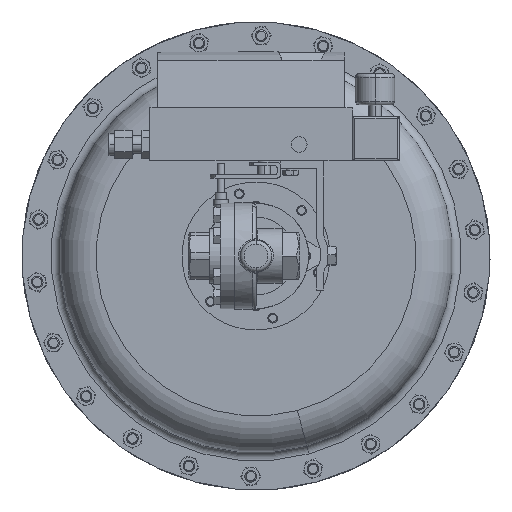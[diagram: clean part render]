
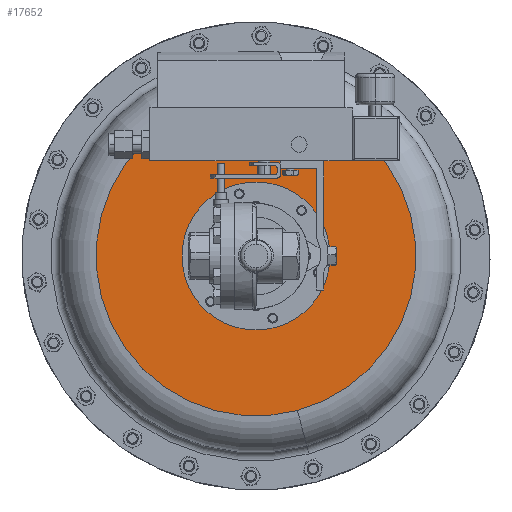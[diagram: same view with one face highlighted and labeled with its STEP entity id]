
A CAD part, front view. The second image highlights one B-rep face of the part: STEP entity #17652.
In plain terms, the highlighted planar face has unit normal (0, -1, 0).
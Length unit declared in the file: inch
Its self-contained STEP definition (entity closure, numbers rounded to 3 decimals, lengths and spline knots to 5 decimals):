
#191 = CIRCLE ( 'NONE', #10799, 5.125 ) ;
#558 = DIRECTION ( 'NONE',  ( -0.259, 0., 0.966 ) ) ;
#1063 = CARTESIAN_POINT ( 'NONE',  ( 2.08562, 9.98779, -0.94519 ) ) ;
#1138 = CARTESIAN_POINT ( 'NONE',  ( 0.75917, 9.98779, 4.00518 ) ) ;
#1769 = ORIENTED_EDGE ( 'NONE', *, *, #38642, .T. ) ;
#2137 = AXIS2_PLACEMENT_3D ( 'NONE', #12799, #34386, #15942 ) ;
#2863 = DIRECTION ( 'NONE',  ( 0.259, 0., -0.966 ) ) ;
#3394 = CIRCLE ( 'NONE', #2137, 5.125 ) ;
#4121 = CARTESIAN_POINT ( 'NONE',  ( 2.43855, 9.98779, 2.3258 ) ) ;
#4322 = DIRECTION ( 'NONE',  ( 0.707, 0., -0.707 ) ) ;
#5324 = CARTESIAN_POINT ( 'NONE',  ( 0.75917, 9.98779, 4.00518 ) ) ;
#5754 = ORIENTED_EDGE ( 'NONE', *, *, #23521, .T. ) ;
#8382 = EDGE_CURVE ( 'NONE', #9799, #34900, #191, .T. ) ;
#8529 = DIRECTION ( 'NONE',  ( 0.707, 0., -0.707 ) ) ;
#8754 = FACE_BOUND ( 'NONE', #18545, .T. ) ;
#9799 = VERTEX_POINT ( 'NONE', #29348 ) ;
#10680 = ORIENTED_EDGE ( 'NONE', *, *, #8382, .F. ) ;
#10799 = AXIS2_PLACEMENT_3D ( 'NONE', #37962, #19483, #558 ) ;
#12799 = CARTESIAN_POINT ( 'NONE',  ( 0.75917, 9.98779, 4.00518 ) ) ;
#12938 = AXIS2_PLACEMENT_3D ( 'NONE', #27847, #21731, #2863 ) ;
#13757 = EDGE_CURVE ( 'NONE', #34900, #9799, #3394, .T. ) ;
#15942 = DIRECTION ( 'NONE',  ( -0.259, 0., 0.966 ) ) ;
#17652 = ADVANCED_FACE ( 'NONE', ( #32570, #8754 ), #40235, .T. ) ;
#18545 = EDGE_LOOP ( 'NONE', ( #1769, #5754 ) ) ;
#19483 = DIRECTION ( 'NONE',  ( 0., 1., 0. ) ) ;
#19711 = ORIENTED_EDGE ( 'NONE', *, *, #13757, .F. ) ;
#21731 = DIRECTION ( 'NONE',  ( 0., -1., 0. ) ) ;
#23136 = DIRECTION ( 'NONE',  ( 0., 1., 0. ) ) ;
#23521 = EDGE_CURVE ( 'NONE', #32297, #31499, #33717, .T. ) ;
#25741 = CIRCLE ( 'NONE', #39797, 2.375 ) ;
#27248 = DIRECTION ( 'NONE',  ( 0., 1., 0. ) ) ;
#27765 = AXIS2_PLACEMENT_3D ( 'NONE', #1138, #23136, #4322 ) ;
#27847 = CARTESIAN_POINT ( 'NONE',  ( 5.70954, 9.98779, 5.33162 ) ) ;
#29348 = CARTESIAN_POINT ( 'NONE',  ( -0.56727, 9.98779, 8.95555 ) ) ;
#31499 = VERTEX_POINT ( 'NONE', #38388 ) ;
#32297 = VERTEX_POINT ( 'NONE', #4121 ) ;
#32570 = FACE_OUTER_BOUND ( 'NONE', #33086, .T. ) ;
#33086 = EDGE_LOOP ( 'NONE', ( #10680, #19711 ) ) ;
#33717 = CIRCLE ( 'NONE', #27765, 2.375 ) ;
#34386 = DIRECTION ( 'NONE',  ( 0., 1., 0. ) ) ;
#34900 = VERTEX_POINT ( 'NONE', #1063 ) ;
#37962 = CARTESIAN_POINT ( 'NONE',  ( 0.75917, 9.98779, 4.00518 ) ) ;
#38388 = CARTESIAN_POINT ( 'NONE',  ( -0.92021, 9.98779, 5.68456 ) ) ;
#38642 = EDGE_CURVE ( 'NONE', #31499, #32297, #25741, .T. ) ;
#39797 = AXIS2_PLACEMENT_3D ( 'NONE', #5324, #27248, #8529 ) ;
#40235 = PLANE ( 'NONE',  #12938 ) ;
